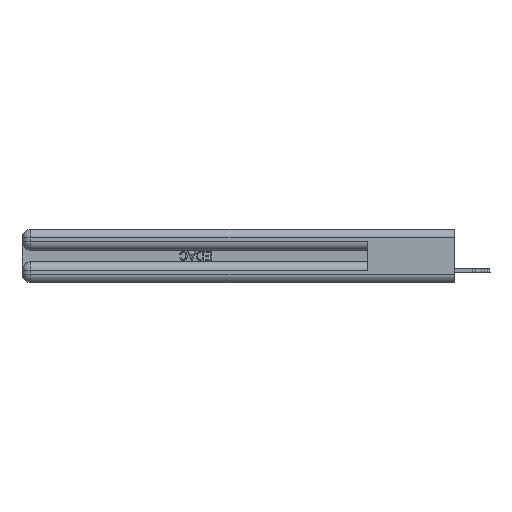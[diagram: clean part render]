
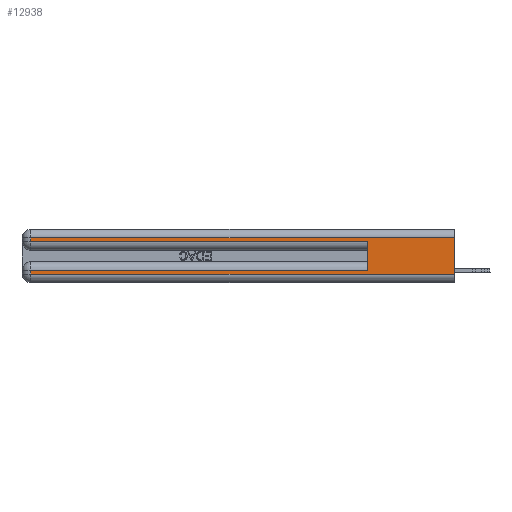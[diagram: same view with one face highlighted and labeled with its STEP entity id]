
A CAD part, left-side view. The second image highlights one B-rep face of the part: STEP entity #12938.
In plain terms, the highlighted planar face has unit normal (-1, 0, 0).
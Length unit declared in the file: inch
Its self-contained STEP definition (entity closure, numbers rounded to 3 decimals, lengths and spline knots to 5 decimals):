
#558 = CARTESIAN_POINT ( 'NONE',  ( 0., 0., 0.285 ) ) ;
#1682 = VERTEX_POINT ( 'NONE', #41285 ) ;
#2672 = CARTESIAN_POINT ( 'NONE',  ( 0., 0., 0.06 ) ) ;
#2941 = LINE ( 'NONE', #2672, #37632 ) ;
#3150 = CARTESIAN_POINT ( 'NONE',  ( 0., 2.94, 0.285 ) ) ;
#5112 = DIRECTION ( 'NONE',  ( 0., 0., -1. ) ) ;
#5910 = VERTEX_POINT ( 'NONE', #3150 ) ;
#6931 = VECTOR ( 'NONE', #24113, 39.37008 ) ;
#7061 = DIRECTION ( 'NONE',  ( 0., 1., 0. ) ) ;
#8164 = CARTESIAN_POINT ( 'NONE',  ( 0., 0., 0.06 ) ) ;
#8317 = ORIENTED_EDGE ( 'NONE', *, *, #32685, .F. ) ;
#8572 = EDGE_CURVE ( 'NONE', #25660, #18709, #10648, .T. ) ;
#9055 = PLANE ( 'NONE',  #27666 ) ;
#9104 = ORIENTED_EDGE ( 'NONE', *, *, #17891, .T. ) ;
#9241 = VERTEX_POINT ( 'NONE', #36764 ) ;
#10648 = LINE ( 'NONE', #22381, #20637 ) ;
#11964 = ORIENTED_EDGE ( 'NONE', *, *, #37848, .T. ) ;
#12400 = CARTESIAN_POINT ( 'NONE',  ( 0., 0., 0.37 ) ) ;
#12458 = DIRECTION ( 'NONE',  ( 0., 0., -1. ) ) ;
#12938 = ADVANCED_FACE ( 'NONE', ( #40241 ), #9055, .F. ) ;
#14020 = VECTOR ( 'NONE', #19625, 39.37008 ) ;
#14306 = CARTESIAN_POINT ( 'NONE',  ( 0., 0., 0.085 ) ) ;
#14366 = VECTOR ( 'NONE', #16849, 39.37008 ) ;
#16386 = CARTESIAN_POINT ( 'NONE',  ( 0., 0., 0.31 ) ) ;
#16849 = DIRECTION ( 'NONE',  ( 0., 1., 0. ) ) ;
#17891 = EDGE_CURVE ( 'NONE', #18709, #5910, #21279, .T. ) ;
#18709 = VERTEX_POINT ( 'NONE', #25709 ) ;
#19625 = DIRECTION ( 'NONE',  ( 0., 0., -1. ) ) ;
#20637 = VECTOR ( 'NONE', #7061, 39.37008 ) ;
#20778 = VECTOR ( 'NONE', #38964, 39.37008 ) ;
#21050 = LINE ( 'NONE', #29640, #14020 ) ;
#21085 = VERTEX_POINT ( 'NONE', #41425 ) ;
#21279 = LINE ( 'NONE', #25633, #30891 ) ;
#21530 = VERTEX_POINT ( 'NONE', #27335 ) ;
#22381 = CARTESIAN_POINT ( 'NONE',  ( 0., 0., 0.31 ) ) ;
#22425 = DIRECTION ( 'NONE',  ( 0., -1., 0. ) ) ;
#24113 = DIRECTION ( 'NONE',  ( 0., 0., 1. ) ) ;
#24726 = EDGE_CURVE ( 'NONE', #21530, #9241, #40189, .T. ) ;
#25633 = CARTESIAN_POINT ( 'NONE',  ( 0., 2.94, 0.37 ) ) ;
#25660 = VERTEX_POINT ( 'NONE', #16386 ) ;
#25709 = CARTESIAN_POINT ( 'NONE',  ( 0., 2.94, 0.31 ) ) ;
#27335 = CARTESIAN_POINT ( 'NONE',  ( 0., 2.94, 0.085 ) ) ;
#27666 = AXIS2_PLACEMENT_3D ( 'NONE', #12400, #31532, #37952 ) ;
#28051 = CARTESIAN_POINT ( 'NONE',  ( 0., 2.94, 0.37 ) ) ;
#29018 = LINE ( 'NONE', #14306, #14366 ) ;
#29586 = EDGE_CURVE ( 'NONE', #5910, #1682, #31441, .T. ) ;
#29640 = CARTESIAN_POINT ( 'NONE',  ( 0., 0., 0.37 ) ) ;
#30111 = LINE ( 'NONE', #30933, #6931 ) ;
#30761 = ORIENTED_EDGE ( 'NONE', *, *, #36833, .T. ) ;
#30891 = VECTOR ( 'NONE', #12458, 39.37008 ) ;
#30933 = CARTESIAN_POINT ( 'NONE',  ( 0., 0.6, 0.145 ) ) ;
#31441 = LINE ( 'NONE', #558, #20778 ) ;
#31532 = DIRECTION ( 'NONE',  ( 1., 0., 0. ) ) ;
#31693 = VECTOR ( 'NONE', #5112, 39.37008 ) ;
#32436 = EDGE_CURVE ( 'NONE', #25660, #34375, #21050, .T. ) ;
#32685 = EDGE_CURVE ( 'NONE', #21085, #1682, #30111, .T. ) ;
#33914 = ORIENTED_EDGE ( 'NONE', *, *, #24726, .T. ) ;
#34375 = VERTEX_POINT ( 'NONE', #8164 ) ;
#34941 = ORIENTED_EDGE ( 'NONE', *, *, #8572, .T. ) ;
#36764 = CARTESIAN_POINT ( 'NONE',  ( 0., 2.94, 0.06 ) ) ;
#36833 = EDGE_CURVE ( 'NONE', #9241, #34375, #2941, .T. ) ;
#37420 = ORIENTED_EDGE ( 'NONE', *, *, #32436, .F. ) ;
#37632 = VECTOR ( 'NONE', #22425, 39.37008 ) ;
#37848 = EDGE_CURVE ( 'NONE', #21085, #21530, #29018, .T. ) ;
#37952 = DIRECTION ( 'NONE',  ( 0., 0., -1. ) ) ;
#38964 = DIRECTION ( 'NONE',  ( 0., -1., 0. ) ) ;
#40189 = LINE ( 'NONE', #28051, #31693 ) ;
#40241 = FACE_OUTER_BOUND ( 'NONE', #40605, .T. ) ;
#40605 = EDGE_LOOP ( 'NONE', ( #37420, #34941, #9104, #40976, #8317, #11964, #33914, #30761 ) ) ;
#40976 = ORIENTED_EDGE ( 'NONE', *, *, #29586, .T. ) ;
#41285 = CARTESIAN_POINT ( 'NONE',  ( 0., 0.6, 0.285 ) ) ;
#41425 = CARTESIAN_POINT ( 'NONE',  ( 0., 0.6, 0.085 ) ) ;
